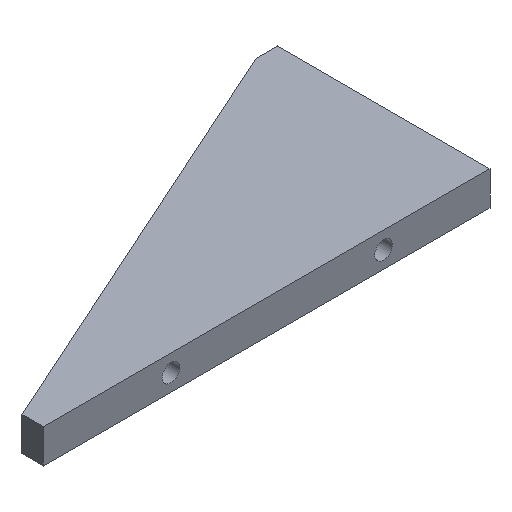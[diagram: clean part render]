
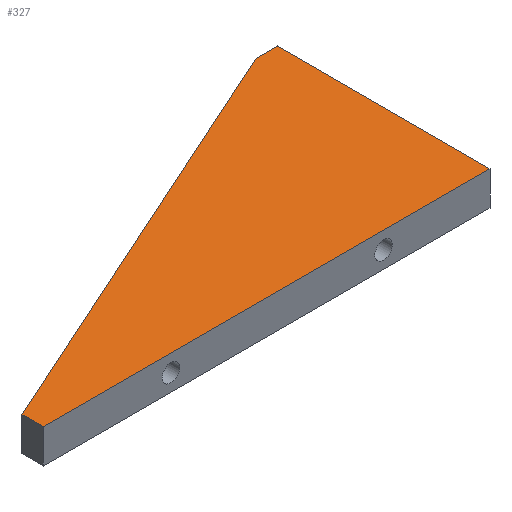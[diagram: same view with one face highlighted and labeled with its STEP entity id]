
A CAD part, isometric view. The second image highlights one B-rep face of the part: STEP entity #327.
In plain terms, the highlighted planar face has unit normal (0, 0, 1).
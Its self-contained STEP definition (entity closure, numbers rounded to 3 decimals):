
#101=PLANE('',#373);
#120=FACE_OUTER_BOUND('',#139,.T.);
#139=EDGE_LOOP('',(#304,#305,#306,#307,#308));
#154=LINE('',#545,#177);
#156=LINE('',#549,#179);
#158=LINE('',#553,#181);
#160=LINE('',#557,#183);
#162=LINE('',#560,#185);
#177=VECTOR('',#442,10.);
#179=VECTOR('',#446,10.);
#181=VECTOR('',#450,10.);
#183=VECTOR('',#454,10.);
#185=VECTOR('',#458,10.);
#211=VERTEX_POINT('',#542);
#212=VERTEX_POINT('',#544);
#213=VERTEX_POINT('',#548);
#214=VERTEX_POINT('',#552);
#215=VERTEX_POINT('',#556);
#238=EDGE_CURVE('',#212,#211,#154,.T.);
#240=EDGE_CURVE('',#213,#212,#156,.T.);
#242=EDGE_CURVE('',#214,#213,#158,.T.);
#244=EDGE_CURVE('',#215,#214,#160,.T.);
#246=EDGE_CURVE('',#211,#215,#162,.T.);
#304=ORIENTED_EDGE('',*,*,#246,.T.);
#305=ORIENTED_EDGE('',*,*,#244,.T.);
#306=ORIENTED_EDGE('',*,*,#242,.T.);
#307=ORIENTED_EDGE('',*,*,#240,.T.);
#308=ORIENTED_EDGE('',*,*,#238,.T.);
#327=ADVANCED_FACE('',(#120),#101,.T.);
#373=AXIS2_PLACEMENT_3D('',#561,#459,#460);
#442=DIRECTION('',(1.,0.,0.));
#446=DIRECTION('',(0.,-1.,0.));
#450=DIRECTION('',(-0.912,-0.41,0.));
#454=DIRECTION('',(-1.,0.,0.));
#458=DIRECTION('',(0.,1.,0.));
#459=DIRECTION('center_axis',(0.,0.,1.));
#460=DIRECTION('ref_axis',(1.,0.,0.));
#542=CARTESIAN_POINT('',(52.5,-25.,4.));
#544=CARTESIAN_POINT('',(-52.5,-25.,4.));
#545=CARTESIAN_POINT('',(-52.5,-25.,4.));
#548=CARTESIAN_POINT('',(-52.5,-20.,4.));
#549=CARTESIAN_POINT('',(-52.5,25.,4.));
#552=CARTESIAN_POINT('',(47.5,25.,4.));
#553=CARTESIAN_POINT('',(47.5,25.,4.));
#556=CARTESIAN_POINT('',(52.5,25.,4.));
#557=CARTESIAN_POINT('',(52.5,25.,4.));
#560=CARTESIAN_POINT('',(52.5,-25.,4.));
#561=CARTESIAN_POINT('Origin',(0.,0.,
4.));
